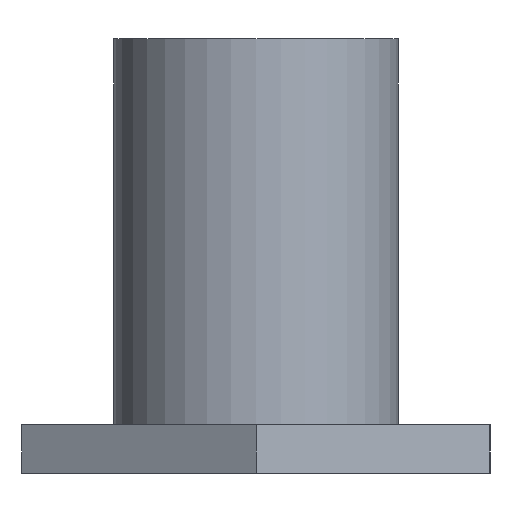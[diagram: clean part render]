
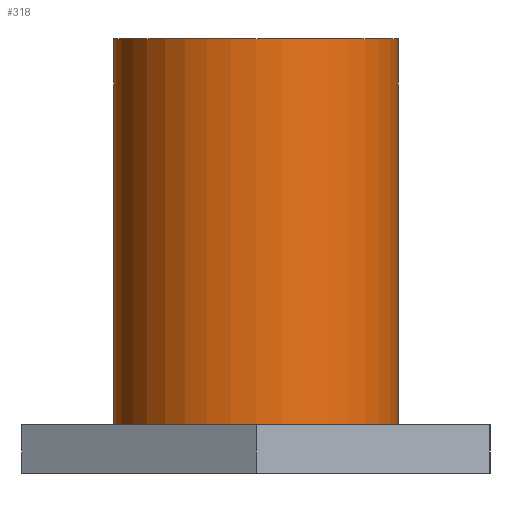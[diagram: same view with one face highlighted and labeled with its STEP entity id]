
A CAD part, left-side view. The second image highlights one B-rep face of the part: STEP entity #318.
In plain terms, the highlighted cylindrical face has radius 5.9 mm (diameter 11.8 mm), a full revolution.
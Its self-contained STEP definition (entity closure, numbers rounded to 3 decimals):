
#15=CYLINDRICAL_SURFACE('',#351,5.9);
#22=CIRCLE('',#352,5.9);
#23=CIRCLE('',#353,5.9);
#32=FACE_OUTER_BOUND('',#51,.T.);
#51=EDGE_LOOP('',(#242,#243,#244,#245));
#83=LINE('',#493,#121);
#121=VECTOR('',#405,5.9);
#154=VERTEX_POINT('',#490);
#155=VERTEX_POINT('',#492);
#188=EDGE_CURVE('',#154,#154,#22,.T.);
#189=EDGE_CURVE('',#154,#155,#83,.T.);
#190=EDGE_CURVE('',#155,#155,#23,.T.);
#242=ORIENTED_EDGE('',*,*,#188,.F.);
#243=ORIENTED_EDGE('',*,*,#189,.T.);
#244=ORIENTED_EDGE('',*,*,#190,.F.);
#245=ORIENTED_EDGE('',*,*,#189,.F.);
#318=ADVANCED_FACE('',(#32),#15,.T.);
#351=AXIS2_PLACEMENT_3D('',#489,#401,#402);
#352=AXIS2_PLACEMENT_3D('',#491,#403,#404);
#353=AXIS2_PLACEMENT_3D('',#494,#406,#407);
#401=DIRECTION('center_axis',(0.,0.,1.));
#402=DIRECTION('ref_axis',(-1.,0.,0.));
#403=DIRECTION('center_axis',(0.,0.,1.));
#404=DIRECTION('ref_axis',(-1.,0.,0.));
#405=DIRECTION('',(0.,0.,-1.));
#406=DIRECTION('center_axis',(0.,0.,-1.));
#407=DIRECTION('ref_axis',(-1.,0.,0.));
#489=CARTESIAN_POINT('Origin',(0.,0.,2.));
#490=CARTESIAN_POINT('',(5.9,0.,18.));
#491=CARTESIAN_POINT('Origin',(0.,0.,18.));
#492=CARTESIAN_POINT('',(5.9,0.,2.));
#493=CARTESIAN_POINT('',(5.9,0.,2.));
#494=CARTESIAN_POINT('Origin',(0.,0.,2.));
